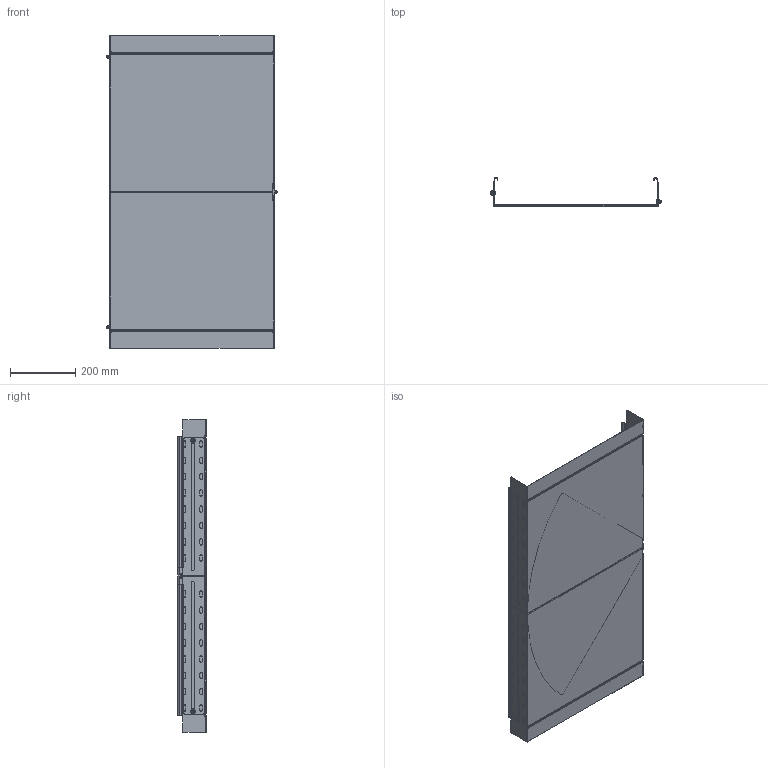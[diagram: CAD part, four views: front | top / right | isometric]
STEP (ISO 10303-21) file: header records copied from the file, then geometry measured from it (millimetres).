
FILE_DESCRIPTION(/* description */ (''),/* implementation_level */ '2;1');
FILE_NAME(/* name */ '6040610',/* time_stamp */ '2014-10-22T13:26:40+02:00',/* author */ (''),/* organization */ (''),/* preprocessor_version */ 'ST-DEVELOPER v15',/* originating_system */ '',/* authorisation */ '');
FILE_SCHEMA (('AUTOMOTIVE_DESIGN'));
Length unit declared in the file: millimetre
Products named in the file (2): Document; Block 02
Assembly tree (1 placements, depth 2):
  Document
    Block 02
Bounding box: 525 x 86.98 x 960 mm (x, y, z)
Volume: 1399408.3 mm3; surface area: 1887910.3 mm2
Topology: 5 solids, 8 shells, 959 faces, 2636 edges, 1676 vertices
Faces by surface type: bspline 492, plane 467
Entity records: 35131 total; most frequent: CARTESIAN_POINT 19584, ORIENTED_EDGE 5212, EDGE_CURVE 2630, VERTEX_POINT 1676, B_SPLINE_CURVE_WITH_KNOTS 1270, EDGE_LOOP 1152, ADVANCED_FACE 959, FACE_OUTER_BOUND 959
